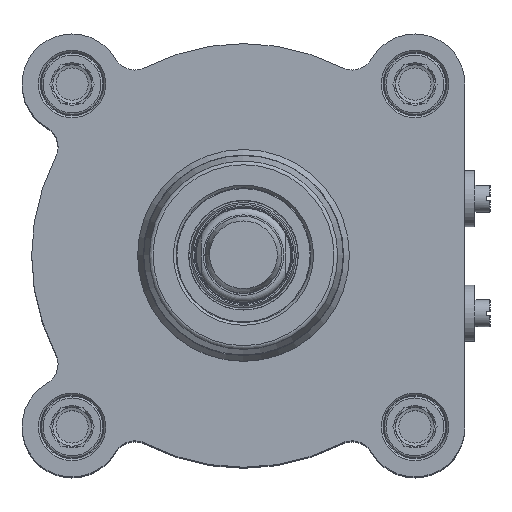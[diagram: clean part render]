
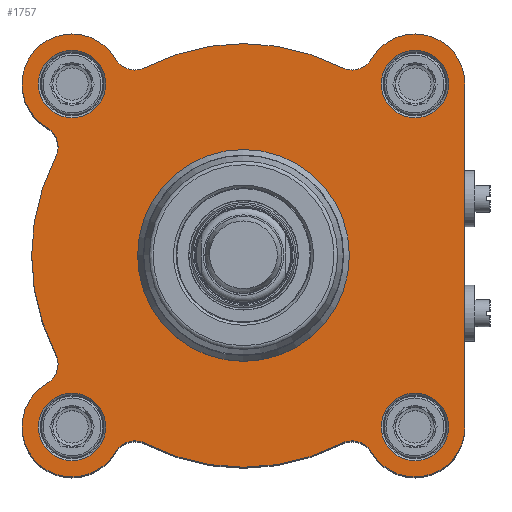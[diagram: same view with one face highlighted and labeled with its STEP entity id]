
A CAD part, top view. The second image highlights one B-rep face of the part: STEP entity #1757.
In plain terms, the highlighted planar face has unit normal (0, 0, 1).
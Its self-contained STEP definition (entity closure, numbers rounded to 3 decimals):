
#1570=CARTESIAN_POINT('',(41.25,0.0,48.3));
#1571=DIRECTION('',(0.0,0.0,1.0));
#1572=DIRECTION('',(1.0,0.0,0.0));
#1573=AXIS2_PLACEMENT_3D('',#1570,#1571,#1572);
#1574=PLANE('',#1573);
#1575=CARTESIAN_POINT('',(25.356,48.807,48.3));
#1576=VERTEX_POINT('',#1575);
#1577=CARTESIAN_POINT('',(-25.356,48.807,48.3));
#1578=VERTEX_POINT('',#1577);
#1579=CARTESIAN_POINT('',(0.0,0.0,48.3));
#1580=DIRECTION('',(0.0,0.0,1.0));
#1581=DIRECTION('',(1.0,0.0,0.0));
#1582=AXIS2_PLACEMENT_3D('',#1579,#1580,#1581);
#1583=CIRCLE('',#1582,55.0);
#1584=EDGE_CURVE('',#1576,#1578,#1583,.T.);
#1585=ORIENTED_EDGE('',*,*,#1584,.T.);
#1586=CARTESIAN_POINT('',(-33.294,51.09,48.3));
#1587=VERTEX_POINT('',#1586);
#1588=CARTESIAN_POINT('',(-28.122,54.131,48.3));
#1589=DIRECTION('',(0.0,0.0,1.0));
#1590=DIRECTION('',(-0.276,-0.961,0.0));
#1591=AXIS2_PLACEMENT_3D('',#1588,#1589,#1590);
#1592=CIRCLE('',#1591,6.);
#1593=EDGE_CURVE('',#1587,#1578,#1592,.T.);
#1594=ORIENTED_EDGE('',*,*,#1593,.F.);
#1595=CARTESIAN_POINT('',(-51.09,33.294,48.3));
#1596=VERTEX_POINT('',#1595);
#1597=CARTESIAN_POINT('',(-44.5,44.5,48.3));
#1598=DIRECTION('',(0.0,0.0,-1.0));
#1599=DIRECTION('',(1.0,0.0,0.0));
#1600=AXIS2_PLACEMENT_3D('',#1597,#1598,#1599);
#1601=CIRCLE('',#1600,13.0);
#1602=EDGE_CURVE('',#1596,#1587,#1601,.T.);
#1603=ORIENTED_EDGE('',*,*,#1602,.F.);
#1604=CARTESIAN_POINT('',(-48.807,25.356,48.3));
#1605=VERTEX_POINT('',#1604);
#1606=CARTESIAN_POINT('',(-54.131,28.122,48.3));
#1607=DIRECTION('',(0.0,0.0,1.0));
#1608=DIRECTION('',(0.961,0.276,0.0));
#1609=AXIS2_PLACEMENT_3D('',#1606,#1607,#1608);
#1610=CIRCLE('',#1609,6.);
#1611=EDGE_CURVE('',#1605,#1596,#1610,.T.);
#1612=ORIENTED_EDGE('',*,*,#1611,.F.);
#1613=CARTESIAN_POINT('',(-48.807,-25.356,48.3));
#1614=VERTEX_POINT('',#1613);
#1615=CARTESIAN_POINT('',(0.0,0.0,48.3));
#1616=DIRECTION('',(0.0,0.0,1.0));
#1617=DIRECTION('',(1.0,0.0,0.0));
#1618=AXIS2_PLACEMENT_3D('',#1615,#1616,#1617);
#1619=CIRCLE('',#1618,55.0);
#1620=EDGE_CURVE('',#1605,#1614,#1619,.T.);
#1621=ORIENTED_EDGE('',*,*,#1620,.T.);
#1622=CARTESIAN_POINT('',(-51.09,-33.294,48.3));
#1623=VERTEX_POINT('',#1622);
#1624=CARTESIAN_POINT('',(-54.131,-28.122,48.3));
#1625=DIRECTION('',(0.0,0.0,1.0));
#1626=DIRECTION('',(0.961,-0.276,0.0));
#1627=AXIS2_PLACEMENT_3D('',#1624,#1625,#1626);
#1628=CIRCLE('',#1627,6.);
#1629=EDGE_CURVE('',#1623,#1614,#1628,.T.);
#1630=ORIENTED_EDGE('',*,*,#1629,.F.);
#1631=CARTESIAN_POINT('',(-33.294,-51.09,48.3));
#1632=VERTEX_POINT('',#1631);
#1633=CARTESIAN_POINT('',(-44.5,-44.5,48.3));
#1634=DIRECTION('',(0.0,0.0,-1.0));
#1635=DIRECTION('',(1.0,0.0,0.0));
#1636=AXIS2_PLACEMENT_3D('',#1633,#1634,#1635);
#1637=CIRCLE('',#1636,13.0);
#1638=EDGE_CURVE('',#1632,#1623,#1637,.T.);
#1639=ORIENTED_EDGE('',*,*,#1638,.F.);
#1640=CARTESIAN_POINT('',(-25.356,-48.807,48.3));
#1641=VERTEX_POINT('',#1640);
#1642=CARTESIAN_POINT('',(-28.122,-54.131,48.3));
#1643=DIRECTION('',(0.0,0.0,1.0));
#1644=DIRECTION('',(-0.276,0.961,0.0));
#1645=AXIS2_PLACEMENT_3D('',#1642,#1643,#1644);
#1646=CIRCLE('',#1645,6.);
#1647=EDGE_CURVE('',#1641,#1632,#1646,.T.);
#1648=ORIENTED_EDGE('',*,*,#1647,.F.);
#1649=CARTESIAN_POINT('',(25.356,-48.807,48.3));
#1650=VERTEX_POINT('',#1649);
#1651=CARTESIAN_POINT('',(0.0,0.0,48.3));
#1652=DIRECTION('',(0.0,0.0,1.0));
#1653=DIRECTION('',(1.0,0.0,0.0));
#1654=AXIS2_PLACEMENT_3D('',#1651,#1652,#1653);
#1655=CIRCLE('',#1654,55.0);
#1656=EDGE_CURVE('',#1641,#1650,#1655,.T.);
#1657=ORIENTED_EDGE('',*,*,#1656,.T.);
#1658=CARTESIAN_POINT('',(33.294,-51.09,48.3));
#1659=VERTEX_POINT('',#1658);
#1660=CARTESIAN_POINT('',(28.122,-54.131,48.3));
#1661=DIRECTION('',(0.0,0.0,1.0));
#1662=DIRECTION('',(0.276,0.961,0.0));
#1663=AXIS2_PLACEMENT_3D('',#1660,#1661,#1662);
#1664=CIRCLE('',#1663,6.);
#1665=EDGE_CURVE('',#1659,#1650,#1664,.T.);
#1666=ORIENTED_EDGE('',*,*,#1665,.F.);
#1667=CARTESIAN_POINT('',(57.5,-44.5,48.3));
#1668=VERTEX_POINT('',#1667);
#1669=CARTESIAN_POINT('',(44.5,-44.5,48.3));
#1670=DIRECTION('',(0.0,0.0,-1.0));
#1671=DIRECTION('',(1.0,0.0,0.0));
#1672=AXIS2_PLACEMENT_3D('',#1669,#1670,#1671);
#1673=CIRCLE('',#1672,13.0);
#1674=EDGE_CURVE('',#1668,#1659,#1673,.T.);
#1675=ORIENTED_EDGE('',*,*,#1674,.F.);
#1676=CARTESIAN_POINT('',(57.5,44.5,48.3));
#1677=VERTEX_POINT('',#1676);
#1678=CARTESIAN_POINT('',(57.5,44.5,48.3));
#1679=DIRECTION('',(0.0,-1.0,0.0));
#1680=VECTOR('',#1679,89.0);
#1681=LINE('',#1678,#1680);
#1682=EDGE_CURVE('',#1677,#1668,#1681,.T.);
#1683=ORIENTED_EDGE('',*,*,#1682,.F.);
#1684=CARTESIAN_POINT('',(33.294,51.09,48.3));
#1685=VERTEX_POINT('',#1684);
#1686=CARTESIAN_POINT('',(44.5,44.5,48.3));
#1687=DIRECTION('',(0.0,0.0,-1.0));
#1688=DIRECTION('',(1.0,0.0,0.0));
#1689=AXIS2_PLACEMENT_3D('',#1686,#1687,#1688);
#1690=CIRCLE('',#1689,13.0);
#1691=EDGE_CURVE('',#1685,#1677,#1690,.T.);
#1692=ORIENTED_EDGE('',*,*,#1691,.F.);
#1693=CARTESIAN_POINT('',(28.122,54.131,48.3));
#1694=DIRECTION('',(0.0,0.0,1.0));
#1695=DIRECTION('',(0.276,-0.961,0.0));
#1696=AXIS2_PLACEMENT_3D('',#1693,#1694,#1695);
#1697=CIRCLE('',#1696,6.0);
#1698=EDGE_CURVE('',#1576,#1685,#1697,.T.);
#1699=ORIENTED_EDGE('',*,*,#1698,.F.);
#1700=EDGE_LOOP('',(#1585,#1594,#1603,#1612,#1621,#1630,#1639,#1648,#1657,#1666,#1675,#1683,#1692,#1699));
#1701=FACE_OUTER_BOUND('',#1700,.T.);
#1702=CARTESIAN_POINT('',(-35.75,44.5,48.3));
#1703=VERTEX_POINT('',#1702);
#1704=CARTESIAN_POINT('',(-44.5,44.5,48.3));
#1705=DIRECTION('',(0.0,0.0,1.0));
#1706=DIRECTION('',(-1.0,0.0,0.0));
#1707=AXIS2_PLACEMENT_3D('',#1704,#1705,#1706);
#1708=CIRCLE('',#1707,8.75);
#1709=EDGE_CURVE('',#1703,#1703,#1708,.T.);
#1710=ORIENTED_EDGE('',*,*,#1709,.F.);
#1711=EDGE_LOOP('',(#1710));
#1712=FACE_BOUND('',#1711,.T.);
#1713=CARTESIAN_POINT('',(53.25,44.5,48.3));
#1714=VERTEX_POINT('',#1713);
#1715=CARTESIAN_POINT('',(44.5,44.5,48.3));
#1716=DIRECTION('',(0.0,0.0,1.0));
#1717=DIRECTION('',(-1.0,0.0,0.0));
#1718=AXIS2_PLACEMENT_3D('',#1715,#1716,#1717);
#1719=CIRCLE('',#1718,8.75);
#1720=EDGE_CURVE('',#1714,#1714,#1719,.T.);
#1721=ORIENTED_EDGE('',*,*,#1720,.F.);
#1722=EDGE_LOOP('',(#1721));
#1723=FACE_BOUND('',#1722,.T.);
#1724=CARTESIAN_POINT('',(53.25,-44.5,48.3));
#1725=VERTEX_POINT('',#1724);
#1726=CARTESIAN_POINT('',(44.5,-44.5,48.3));
#1727=DIRECTION('',(0.0,0.0,1.0));
#1728=DIRECTION('',(-1.0,0.0,0.0));
#1729=AXIS2_PLACEMENT_3D('',#1726,#1727,#1728);
#1730=CIRCLE('',#1729,8.75);
#1731=EDGE_CURVE('',#1725,#1725,#1730,.T.);
#1732=ORIENTED_EDGE('',*,*,#1731,.F.);
#1733=EDGE_LOOP('',(#1732));
#1734=FACE_BOUND('',#1733,.T.);
#1735=CARTESIAN_POINT('',(-35.75,-44.5,48.3));
#1736=VERTEX_POINT('',#1735);
#1737=CARTESIAN_POINT('',(-44.5,-44.5,48.3));
#1738=DIRECTION('',(0.0,0.0,1.0));
#1739=DIRECTION('',(-1.0,0.0,0.0));
#1740=AXIS2_PLACEMENT_3D('',#1737,#1738,#1739);
#1741=CIRCLE('',#1740,8.75);
#1742=EDGE_CURVE('',#1736,#1736,#1741,.T.);
#1743=ORIENTED_EDGE('',*,*,#1742,.F.);
#1744=EDGE_LOOP('',(#1743));
#1745=FACE_BOUND('',#1744,.T.);
#1746=CARTESIAN_POINT('',(27.5,0.0,48.3));
#1747=VERTEX_POINT('',#1746);
#1748=CARTESIAN_POINT('',(0.0,0.0,48.3));
#1749=DIRECTION('',(0.0,0.0,1.0));
#1750=DIRECTION('',(1.0,0.0,0.0));
#1751=AXIS2_PLACEMENT_3D('',#1748,#1749,#1750);
#1752=CIRCLE('',#1751,27.5);
#1753=EDGE_CURVE('',#1747,#1747,#1752,.T.);
#1754=ORIENTED_EDGE('',*,*,#1753,.F.);
#1755=EDGE_LOOP('',(#1754));
#1756=FACE_BOUND('',#1755,.T.);
#1757=ADVANCED_FACE('',(#1701,#1712,#1723,#1734,#1745,#1756),#1574,.T.);
